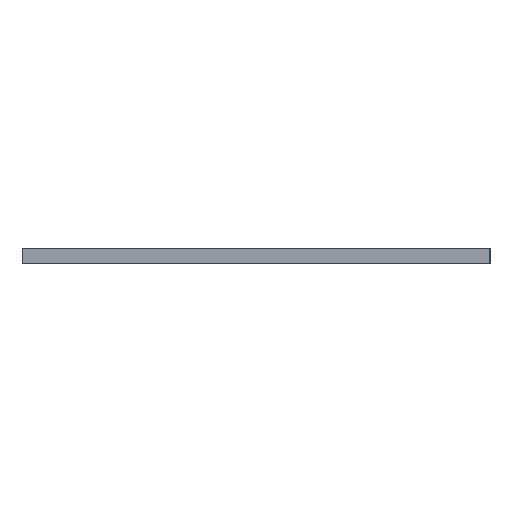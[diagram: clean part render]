
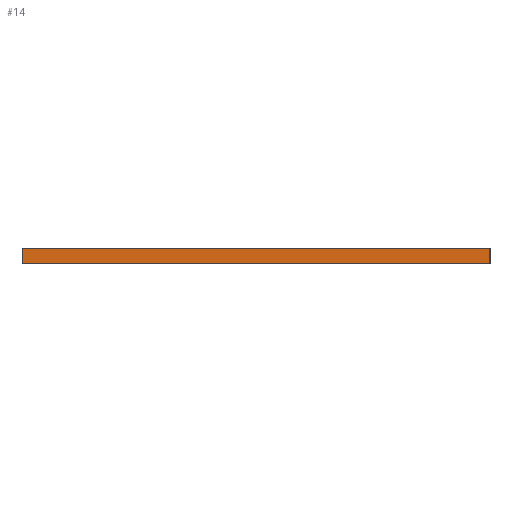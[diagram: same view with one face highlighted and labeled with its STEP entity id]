
A CAD part, front view. The second image highlights one B-rep face of the part: STEP entity #14.
In plain terms, the highlighted planar face has unit normal (-0.049, -0.999, 0).
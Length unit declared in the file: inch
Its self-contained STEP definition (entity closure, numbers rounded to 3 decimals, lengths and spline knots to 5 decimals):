
#2 = CARTESIAN_POINT ( 'NONE',  ( 338.09639, 114.32099, 0.134 ) ) ;
#11 = DIRECTION ( 'NONE',  ( 0., 0., -1. ) ) ;
#14 = ADVANCED_FACE ( 'NONE', ( #504 ), #692, .F. ) ;
#25 = CARTESIAN_POINT ( 'NONE',  ( 342.11168, 114.12299, 0.134 ) ) ;
#28 = ORIENTED_EDGE ( 'NONE', *, *, #729, .T. ) ;
#34 = DIRECTION ( 'NONE',  ( 0.999, -0.049, 0. ) ) ;
#91 = AXIS2_PLACEMENT_3D ( 'NONE', #25, #701, #674 ) ;
#105 = ORIENTED_EDGE ( 'NONE', *, *, #416, .F. ) ;
#146 = CARTESIAN_POINT ( 'NONE',  ( 342.11168, 114.12299, 0. ) ) ;
#194 = CARTESIAN_POINT ( 'NONE',  ( 342.11168, 114.12299, 0. ) ) ;
#196 = VERTEX_POINT ( 'NONE', #463 ) ;
#202 = CARTESIAN_POINT ( 'NONE',  ( 338.09639, 114.32099, 0. ) ) ;
#250 = DIRECTION ( 'NONE',  ( 0.999, -0.049, 0. ) ) ;
#262 = ORIENTED_EDGE ( 'NONE', *, *, #691, .T. ) ;
#286 = VECTOR ( 'NONE', #34, 39.37008 ) ;
#306 = LINE ( 'NONE', #568, #286 ) ;
#307 = EDGE_LOOP ( 'NONE', ( #28, #105, #756, #262 ) ) ;
#326 = VECTOR ( 'NONE', #250, 39.37008 ) ;
#336 = LINE ( 'NONE', #194, #326 ) ;
#347 = CARTESIAN_POINT ( 'NONE',  ( 338.09639, 114.32099, 0.134 ) ) ;
#374 = LINE ( 'NONE', #347, #389 ) ;
#377 = VERTEX_POINT ( 'NONE', #202 ) ;
#389 = VECTOR ( 'NONE', #11, 39.37008 ) ;
#416 = EDGE_CURVE ( 'NONE', #196, #500, #773, .T. ) ;
#426 = DIRECTION ( 'NONE',  ( 0., 0., -1. ) ) ;
#463 = CARTESIAN_POINT ( 'NONE',  ( 342.11168, 114.12299, 0.134 ) ) ;
#500 = VERTEX_POINT ( 'NONE', #146 ) ;
#504 = FACE_OUTER_BOUND ( 'NONE', #307, .T. ) ;
#568 = CARTESIAN_POINT ( 'NONE',  ( 342.11168, 114.12299, 0.134 ) ) ;
#629 = VERTEX_POINT ( 'NONE', #2 ) ;
#674 = DIRECTION ( 'NONE',  ( -0.999, 0.049, 0. ) ) ;
#690 = CARTESIAN_POINT ( 'NONE',  ( 342.11168, 114.12299, 0.134 ) ) ;
#691 = EDGE_CURVE ( 'NONE', #629, #377, #374, .T. ) ;
#692 = PLANE ( 'NONE',  #91 ) ;
#701 = DIRECTION ( 'NONE',  ( 0.049, 0.999, 0. ) ) ;
#729 = EDGE_CURVE ( 'NONE', #377, #500, #336, .T. ) ;
#756 = ORIENTED_EDGE ( 'NONE', *, *, #769, .F. ) ;
#768 = VECTOR ( 'NONE', #426, 39.37008 ) ;
#769 = EDGE_CURVE ( 'NONE', #629, #196, #306, .T. ) ;
#773 = LINE ( 'NONE', #690, #768 ) ;
